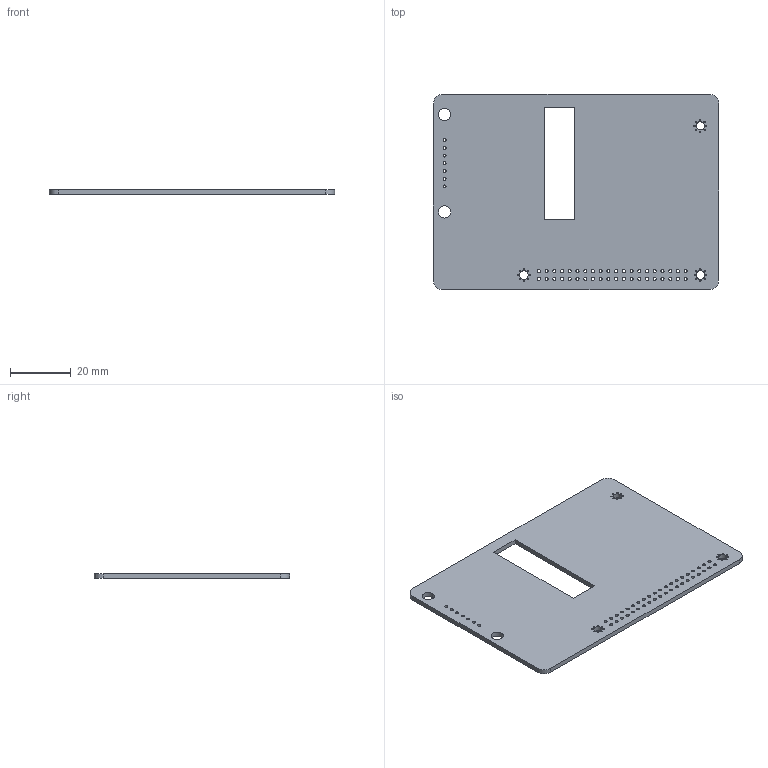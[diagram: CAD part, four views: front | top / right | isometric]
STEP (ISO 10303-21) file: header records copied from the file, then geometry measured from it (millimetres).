
FILE_DESCRIPTION(('KiCad electronic assembly'),'2;1');
FILE_NAME('PiFinder_smt.step','2024-06-13T20:04:15',('Pcbnew'),('Kicad') ,'Open CASCADE STEP processor 7.6','KiCad to STEP converter','Unknown' );
FILE_SCHEMA(('AUTOMOTIVE_DESIGN { 1 0 10303 214 1 1 1 1 }'));
Length unit declared in the file: millimetre
Products named in the file (2): PiFinder_smt 1; _autosave-PiFinder_smt PCB
Assembly tree (1 placements, depth 2):
  PiFinder_smt 1
    _autosave-PiFinder_smt PCB
Bounding box: 93.79 x 64.23 x 1.6 mm (x, y, z)
Volume: 8889 mm3; surface area: 12129.3 mm2
Topology: 1 solids, 1 shells, 90 faces, 266 edges, 178 vertices
Faces by surface type: cylinder 80, plane 10
Full cylindrical faces by diameter (mm): 0.4 x24, 1 x7, 1.016 x40, 2.7 x1, 2.807 x1, 2.912 x1, 4 x2
Entity records: 6921 total; most frequent: DIRECTION 1144, CARTESIAN_POINT 1068, ORIENTED_EDGE 532, PCURVE 532, DEFINITIONAL_REPRESENTATION 532, LINE 474, VECTOR 474, CIRCLE 324
